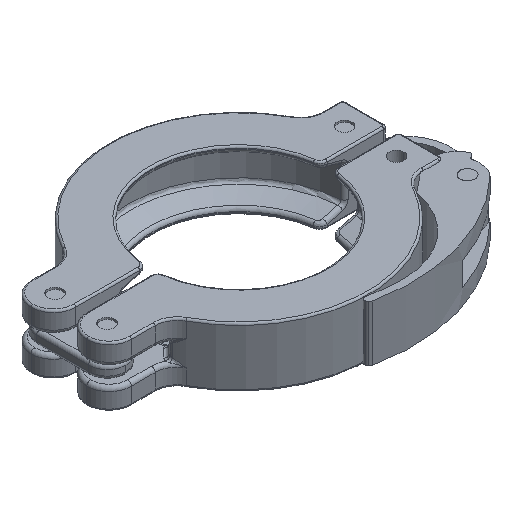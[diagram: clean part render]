
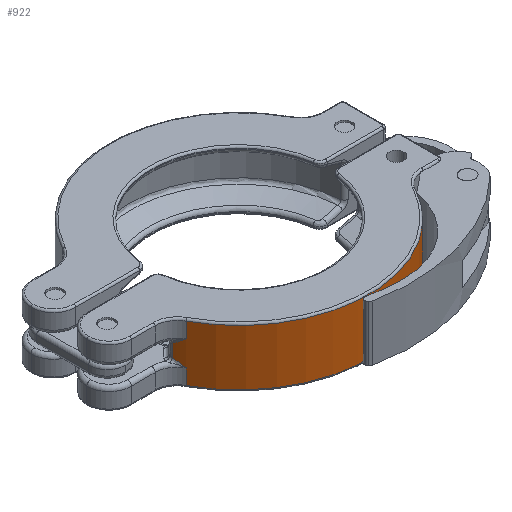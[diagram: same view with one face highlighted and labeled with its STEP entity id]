
A CAD part, isometric view. The second image highlights one B-rep face of the part: STEP entity #922.
In plain terms, the highlighted cylindrical face has radius 35 mm (diameter 70 mm), a partial arc.
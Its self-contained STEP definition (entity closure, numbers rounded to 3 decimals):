
#78 = ORIENTED_EDGE ( 'NONE', *, *, #2547, .T. ) ;
#192 = CARTESIAN_POINT ( 'NONE',  ( -31.612, 15.03, -2.211 ) ) ;
#303 = CARTESIAN_POINT ( 'NONE',  ( 30.788, 16.646, 8. ) ) ;
#369 = VERTEX_POINT ( 'NONE', #7129 ) ;
#564 = CARTESIAN_POINT ( 'NONE',  ( -32.02, 14.132, -1.75 ) ) ;
#649 = ORIENTED_EDGE ( 'NONE', *, *, #6171, .T. ) ;
#759 = CARTESIAN_POINT ( 'NONE',  ( -31.612, 15.03, 2.211 ) ) ;
#763 = CARTESIAN_POINT ( 'NONE',  ( -32.02, 14.132, -1.75 ) ) ;
#836 = VECTOR ( 'NONE', #7145, 1000. ) ;
#882 = B_SPLINE_CURVE_WITH_KNOTS ( 'NONE', 3,
 ( #6930, #5856, #3591, #192, #4157, #763 ),
 .UNSPECIFIED., .F., .F.,
 ( 4, 2, 4 ),
 ( 0., 0.002, 0.003 ),
 .UNSPECIFIED. ) ;
#922 = ADVANCED_FACE ( 'NONE', ( #6163 ), #1465, .T. ) ;
#980 = ORIENTED_EDGE ( 'NONE', *, *, #4919, .T. ) ;
#986 = CARTESIAN_POINT ( 'NONE',  ( 0., 0., 7.5 ) ) ;
#1055 = LINE ( 'NONE', #303, #5591 ) ;
#1181 = CIRCLE ( 'NONE', #5906, 35. ) ;
#1328 = CARTESIAN_POINT ( 'NONE',  ( -31., 16.255, 3.091 ) ) ;
#1465 = CYLINDRICAL_SURFACE ( 'NONE', #1850, 35. ) ;
#1550 = DIRECTION ( 'NONE',  ( 1., 0., 0. ) ) ;
#1627 = EDGE_CURVE ( 'NONE', #1724, #3820, #3862, .T. ) ;
#1724 = VERTEX_POINT ( 'NONE', #2557 ) ;
#1850 = AXIS2_PLACEMENT_3D ( 'NONE', #2291, #6265, #5704 ) ;
#1939 = CARTESIAN_POINT ( 'NONE',  ( -30.788, 16.646, 8. ) ) ;
#1960 = CARTESIAN_POINT ( 'NONE',  ( 30.788, 16.646, 7.5 ) ) ;
#2125 = ORIENTED_EDGE ( 'NONE', *, *, #1627, .T. ) ;
#2291 = CARTESIAN_POINT ( 'NONE',  ( 0., 0., 8. ) ) ;
#2324 = ORIENTED_EDGE ( 'NONE', *, *, #6600, .T. ) ;
#2364 = VECTOR ( 'NONE', #6449, 1000. ) ;
#2539 = CIRCLE ( 'NONE', #5166, 35. ) ;
#2547 = EDGE_CURVE ( 'NONE', #3242, #5406, #1055, .T. ) ;
#2557 = CARTESIAN_POINT ( 'NONE',  ( -30.788, 16.646, 3.4 ) ) ;
#2607 = CARTESIAN_POINT ( 'NONE',  ( -30.788, 16.646, 8. ) ) ;
#2999 = CARTESIAN_POINT ( 'NONE',  ( 30.788, 16.646, -7.5 ) ) ;
#3016 = CARTESIAN_POINT ( 'NONE',  ( -31.814, 14.599, 1.951 ) ) ;
#3242 = VERTEX_POINT ( 'NONE', #1960 ) ;
#3251 = DIRECTION ( 'NONE',  ( 0., 0., 1. ) ) ;
#3265 = EDGE_CURVE ( 'NONE', #4830, #369, #5378, .T. ) ;
#3487 = EDGE_LOOP ( 'NONE', ( #2125, #980, #78, #2324, #7274, #649, #4237, #5841 ) ) ;
#3591 = CARTESIAN_POINT ( 'NONE',  ( -31.205, 15.857, -2.78 ) ) ;
#3713 = CARTESIAN_POINT ( 'NONE',  ( -30.788, 16.646, -7.5 ) ) ;
#3724 = VERTEX_POINT ( 'NONE', #564 ) ;
#3820 = VERTEX_POINT ( 'NONE', #4634 ) ;
#3862 = LINE ( 'NONE', #1939, #2364 ) ;
#3973 = CARTESIAN_POINT ( 'NONE',  ( -32.02, 14.132, 8. ) ) ;
#4126 = VERTEX_POINT ( 'NONE', #4759 ) ;
#4157 = CARTESIAN_POINT ( 'NONE',  ( -31.814, 14.599, -1.951 ) ) ;
#4237 = ORIENTED_EDGE ( 'NONE', *, *, #4458, .T. ) ;
#4458 = EDGE_CURVE ( 'NONE', #3724, #4126, #4821, .T. ) ;
#4541 = DIRECTION ( 'NONE',  ( 0., 0., 1. ) ) ;
#4634 = CARTESIAN_POINT ( 'NONE',  ( -30.788, 16.646, 7.5 ) ) ;
#4645 = VECTOR ( 'NONE', #4541, 1000. ) ;
#4732 = CARTESIAN_POINT ( 'NONE',  ( -31.205, 15.857, 2.78 ) ) ;
#4759 = CARTESIAN_POINT ( 'NONE',  ( -32.02, 14.132, 1.75 ) ) ;
#4821 = LINE ( 'NONE', #3973, #4645 ) ;
#4830 = VERTEX_POINT ( 'NONE', #3713 ) ;
#4919 = EDGE_CURVE ( 'NONE', #3820, #3242, #1181, .T. ) ;
#4960 = DIRECTION ( 'NONE',  ( 0., 0., -1. ) ) ;
#5166 = AXIS2_PLACEMENT_3D ( 'NONE', #6649, #3251, #7220 ) ;
#5308 = CARTESIAN_POINT ( 'NONE',  ( -30.788, 16.646, 3.4 ) ) ;
#5378 = LINE ( 'NONE', #2607, #836 ) ;
#5379 = DIRECTION ( 'NONE',  ( 0., 0., -1. ) ) ;
#5406 = VERTEX_POINT ( 'NONE', #2999 ) ;
#5591 = VECTOR ( 'NONE', #5379, 1000. ) ;
#5704 = DIRECTION ( 'NONE',  ( -1., 0., 0. ) ) ;
#5841 = ORIENTED_EDGE ( 'NONE', *, *, #6981, .T. ) ;
#5856 = CARTESIAN_POINT ( 'NONE',  ( -31., 16.255, -3.091 ) ) ;
#5906 = AXIS2_PLACEMENT_3D ( 'NONE', #986, #4960, #1550 ) ;
#6163 = FACE_OUTER_BOUND ( 'NONE', #3487, .T. ) ;
#6171 = EDGE_CURVE ( 'NONE', #369, #3724, #882, .T. ) ;
#6265 = DIRECTION ( 'NONE',  ( 0., 0., -1. ) ) ;
#6449 = DIRECTION ( 'NONE',  ( 0., 0., 1. ) ) ;
#6600 = EDGE_CURVE ( 'NONE', #5406, #4830, #2539, .T. ) ;
#6649 = CARTESIAN_POINT ( 'NONE',  ( 0., 0., -7.5 ) ) ;
#6868 = B_SPLINE_CURVE_WITH_KNOTS ( 'NONE', 3,
 ( #6975, #3016, #759, #4732, #1328, #5308 ),
 .UNSPECIFIED., .F., .F.,
 ( 4, 2, 4 ),
 ( 0., 0.002, 0.003 ),
 .UNSPECIFIED. ) ;
#6930 = CARTESIAN_POINT ( 'NONE',  ( -30.788, 16.646, -3.4 ) ) ;
#6975 = CARTESIAN_POINT ( 'NONE',  ( -32.02, 14.132, 1.75 ) ) ;
#6981 = EDGE_CURVE ( 'NONE', #4126, #1724, #6868, .T. ) ;
#7129 = CARTESIAN_POINT ( 'NONE',  ( -30.788, 16.646, -3.4 ) ) ;
#7145 = DIRECTION ( 'NONE',  ( 0., 0., 1. ) ) ;
#7220 = DIRECTION ( 'NONE',  ( 1., 0., 0. ) ) ;
#7274 = ORIENTED_EDGE ( 'NONE', *, *, #3265, .T. ) ;
